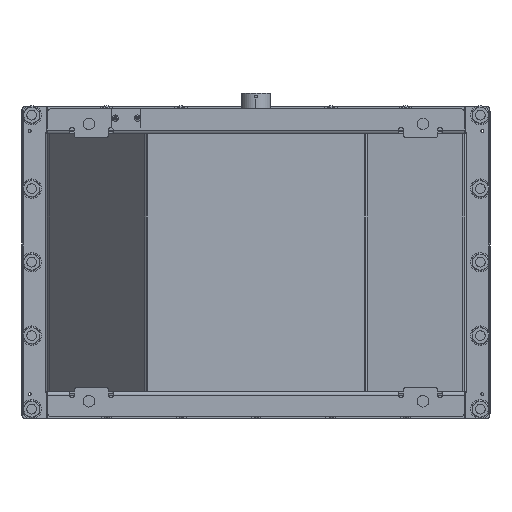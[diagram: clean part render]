
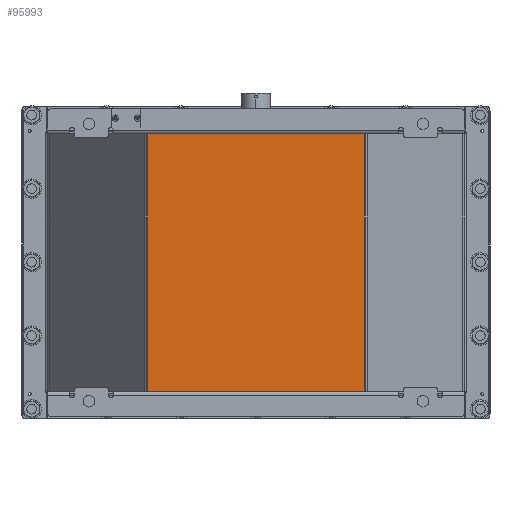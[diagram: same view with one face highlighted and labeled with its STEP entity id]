
A CAD part, front view. The second image highlights one B-rep face of the part: STEP entity #95993.
In plain terms, the highlighted planar face has unit normal (0, -1, 0).
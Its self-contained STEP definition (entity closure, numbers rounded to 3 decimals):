
#8610 = AXIS2_PLACEMENT_3D ( 'NONE', #35354, #35356, #35359 ) ;
#26899 = FACE_OUTER_BOUND ( 'NONE', #61465, .T. ) ;
#32553 = CARTESIAN_POINT ( 'NONE',  ( -111.941, -197.5, -132.5 ) ) ;
#32640 = DIRECTION ( 'NONE',  ( 1., 0., 0. ) ) ;
#32647 = DIRECTION ( 'NONE',  ( 1., 0., 0. ) ) ;
#32692 = CARTESIAN_POINT ( 'NONE',  ( -111.941, -197.5, 132.5 ) ) ;
#32705 = CARTESIAN_POINT ( 'NONE',  ( -109.858, -197.5, -132.5 ) ) ;
#32720 = DIRECTION ( 'NONE',  ( 0., 0., 1. ) ) ;
#32995 = CARTESIAN_POINT ( 'NONE',  ( 112.888, -197.5, -132.5 ) ) ;
#33001 = DIRECTION ( 'NONE',  ( 0., 0., 1. ) ) ;
#35354 = CARTESIAN_POINT ( 'NONE',  ( -111.941, -197.5, -132.5 ) ) ;
#35356 = DIRECTION ( 'NONE',  ( 0., -1., 0. ) ) ;
#35359 = DIRECTION ( 'NONE',  ( 0., 0., 1. ) ) ;
#35391 = PLANE ( 'NONE',  #8610 ) ;
#51942 = CARTESIAN_POINT ( 'NONE',  ( -109.858, -197.5, 132.5 ) ) ;
#51953 = CARTESIAN_POINT ( 'NONE',  ( -109.858, -197.5, -132.5 ) ) ;
#51981 = CARTESIAN_POINT ( 'NONE',  ( 112.888, -197.5, 132.5 ) ) ;
#51989 = CARTESIAN_POINT ( 'NONE',  ( 112.888, -197.5, -132.5 ) ) ;
#61465 = EDGE_LOOP ( 'NONE', ( #78537, #78463, #78571, #78557 ) ) ;
#62764 = EDGE_CURVE ( 'NONE', #85095, #85074, #93355, .T. ) ;
#62787 = EDGE_CURVE ( 'NONE', #85095, #85114, #93318, .T. ) ;
#62795 = EDGE_CURVE ( 'NONE', #85114, #85124, #93484, .T. ) ;
#62845 = EDGE_CURVE ( 'NONE', #85074, #85124, #93639, .T. ) ;
#78463 = ORIENTED_EDGE ( 'NONE', *, *, #62787, .F. ) ;
#78537 = ORIENTED_EDGE ( 'NONE', *, *, #62795, .F. ) ;
#78557 = ORIENTED_EDGE ( 'NONE', *, *, #62845, .T. ) ;
#78571 = ORIENTED_EDGE ( 'NONE', *, *, #62764, .T. ) ;
#85074 = VERTEX_POINT ( 'NONE', #51989 ) ;
#85095 = VERTEX_POINT ( 'NONE', #51953 ) ;
#85114 = VERTEX_POINT ( 'NONE', #51942 ) ;
#85124 = VERTEX_POINT ( 'NONE', #51981 ) ;
#93304 = VECTOR ( 'NONE', #32640, 1000. ) ;
#93318 = LINE ( 'NONE', #32705, #93435 ) ;
#93355 = LINE ( 'NONE', #32553, #93304 ) ;
#93435 = VECTOR ( 'NONE', #32720, 1000. ) ;
#93484 = LINE ( 'NONE', #32692, #93492 ) ;
#93492 = VECTOR ( 'NONE', #32647, 1000. ) ;
#93639 = LINE ( 'NONE', #32995, #93681 ) ;
#93681 = VECTOR ( 'NONE', #33001, 1000. ) ;
#95993 = ADVANCED_FACE ( 'NONE', ( #26899 ), #35391, .T. ) ;
